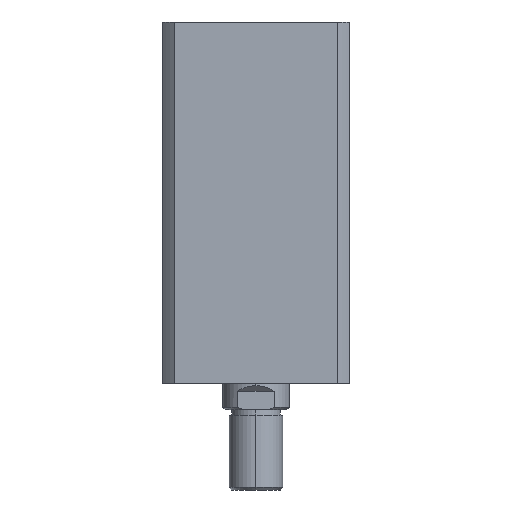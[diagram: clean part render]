
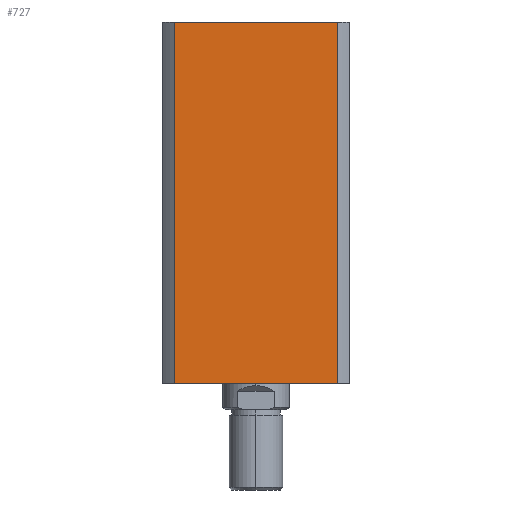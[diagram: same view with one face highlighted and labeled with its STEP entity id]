
A CAD part, left-side view. The second image highlights one B-rep face of the part: STEP entity #727.
In plain terms, the highlighted planar face has unit normal (-1, 0, 0).
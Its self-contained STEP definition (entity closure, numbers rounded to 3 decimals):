
#277 = CARTESIAN_POINT ( 'NONE',  ( -35., 30.615, 0. ) ) ;
#322 = CARTESIAN_POINT ( 'NONE',  ( -35., 30.615, 135. ) ) ;
#349 = CARTESIAN_POINT ( 'NONE',  ( -35., -30.615, 135. ) ) ;
#371 = CARTESIAN_POINT ( 'NONE',  ( -35., -30.615, 0. ) ) ;
#575 = DIRECTION ( 'NONE',  ( 0., 0., -1. ) ) ;
#582 = CARTESIAN_POINT ( 'NONE',  ( -35., 30.615, 135. ) ) ;
#727 = ADVANCED_FACE ( 'NONE', ( #3020 ), #3250, .F. ) ;
#1546 = ORIENTED_EDGE ( 'NONE', *, *, #3431, .T. ) ;
#1547 = ORIENTED_EDGE ( 'NONE', *, *, #3432, .F. ) ;
#1548 = ORIENTED_EDGE ( 'NONE', *, *, #3433, .F. ) ;
#1549 = ORIENTED_EDGE ( 'NONE', *, *, #3337, .T. ) ;
#1889 = LINE ( 'NONE', #2404, #1899 ) ;
#1892 = LINE ( 'NONE', #2409, #1895 ) ;
#1894 = LINE ( 'NONE', #2411, #1897 ) ;
#1895 = VECTOR ( 'NONE', #2410, 1000. ) ;
#1897 = VECTOR ( 'NONE', #2413, 1000. ) ;
#1899 = VECTOR ( 'NONE', #2414, 1000. ) ;
#2404 = CARTESIAN_POINT ( 'NONE',  ( -35., 0., 135. ) ) ;
#2409 = CARTESIAN_POINT ( 'NONE',  ( -35., 0., 0. ) ) ;
#2410 = DIRECTION ( 'NONE',  ( 0., -1., 0. ) ) ;
#2411 = CARTESIAN_POINT ( 'NONE',  ( -35., -30.615, 135. ) ) ;
#2413 = DIRECTION ( 'NONE',  ( 0., 0., -1. ) ) ;
#2414 = DIRECTION ( 'NONE',  ( 0., -1., 0. ) ) ;
#2677 = EDGE_LOOP ( 'NONE', ( #1546, #1547, #1548, #1549 ) ) ;
#2776 = VERTEX_POINT ( 'NONE', #277 ) ;
#2821 = VERTEX_POINT ( 'NONE', #322 ) ;
#2848 = VERTEX_POINT ( 'NONE', #349 ) ;
#2870 = VERTEX_POINT ( 'NONE', #371 ) ;
#3020 = FACE_OUTER_BOUND ( 'NONE', #2677, .T. ) ;
#3201 = LINE ( 'NONE', #582, #3206 ) ;
#3206 = VECTOR ( 'NONE', #575, 1000. ) ;
#3226 = CARTESIAN_POINT ( 'NONE',  ( -35., 0., 135. ) ) ;
#3245 = DIRECTION ( 'NONE',  ( 0., 0., -1. ) ) ;
#3247 = DIRECTION ( 'NONE',  ( 1., 0., 0. ) ) ;
#3250 = PLANE ( 'NONE',  #3621 ) ;
#3337 = EDGE_CURVE ( 'NONE', #2821, #2776, #3201, .T. ) ;
#3431 = EDGE_CURVE ( 'NONE', #2776, #2870, #1892, .T. ) ;
#3432 = EDGE_CURVE ( 'NONE', #2848, #2870, #1894, .T. ) ;
#3433 = EDGE_CURVE ( 'NONE', #2821, #2848, #1889, .T. ) ;
#3621 = AXIS2_PLACEMENT_3D ( 'NONE', #3226, #3247, #3245 ) ;
